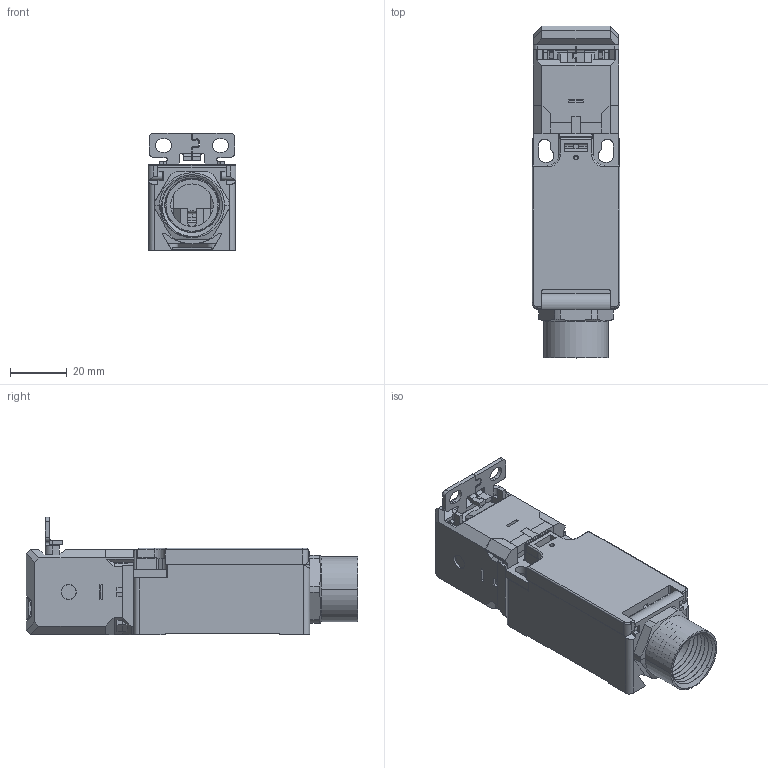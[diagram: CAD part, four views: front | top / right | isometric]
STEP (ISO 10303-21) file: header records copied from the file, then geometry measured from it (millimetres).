
FILE_DESCRIPTION((''),'2;1');
FILE_NAME('192598_ASM','2016-02-01T',('pdmadmin'),(''),'PRO/ENGINEER BY PARAMETRIC TECHNOLOGY CORPORATION, 2013230','PRO/ENGINEER BY PARAMETRIC TECHNOLOGY CORPORATION, 2013230','');
FILE_SCHEMA(('CONFIG_CONTROL_DESIGN'));
Products named in the file (15): 49480---SI-LS100F_BODY; 49480---SI-LS100F_COVER; 49480---SI-LS100F_GASKET; 49480---SI-LS100F_INTERNAL; 49480---SI-LS100F_HEAD_LOCK; 49480---SI-LS100_INTERLOCK_BODY_ASM; 49480---SI-LS100F_HEAD; 49480---SI-LS100F_HEAD_PIN; 49480---SI-LS100_INTERLOCK_HEAD_ASM; 49480---SI-LS100F_HEAD_PLUG; 49480---SI-LS100F_ASM; 58855---SI-QS-SSA-2; 65145; 58740---SI-LS100SF_ASM; 192598_ASM
Assembly tree (14 placements, depth 5):
  192598_ASM
    58740---SI-LS100SF_ASM
      49480---SI-LS100F_ASM
        49480---SI-LS100_INTERLOCK_BODY_ASM
          49480---SI-LS100F_BODY
          49480---SI-LS100F_COVER
          49480---SI-LS100F_GASKET
          49480---SI-LS100F_INTERNAL
          49480---SI-LS100F_HEAD_LOCK
        49480---SI-LS100_INTERLOCK_HEAD_ASM
          49480---SI-LS100F_HEAD
          49480---SI-LS100F_HEAD_PIN
        49480---SI-LS100F_HEAD_PLUG
      58855---SI-QS-SSA-2
      65145
Bounding box: 31 x 116.92 x 41.3 mm (x, y, z)
Volume: 43514.9 mm3; surface area: 45703.3 mm2
Topology: 10 solids, 10 shells, 1406 faces, 3777 edges, 2429 vertices
Faces by surface type: plane 841, cylinder 441, sphere 58, cone 35, torus 21, bspline 10
Entity records: 47713 total; most frequent: CARTESIAN_POINT 11594, ORIENTED_EDGE 7542, DIRECTION 7472, EDGE_CURVE 3771, VECTOR 2596, LINE 2596, AXIS2_PLACEMENT_3D 2438, VERTEX_POINT 2429
